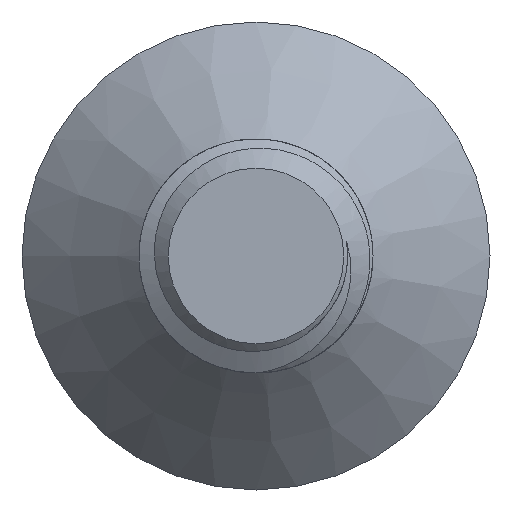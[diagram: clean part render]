
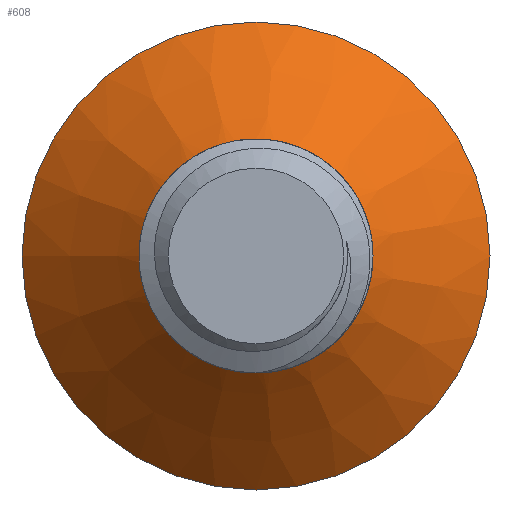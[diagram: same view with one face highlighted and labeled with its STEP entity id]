
A CAD part, left-side view. The second image highlights one B-rep face of the part: STEP entity #608.
In plain terms, the highlighted conical face has half-angle 45 degrees and reference radius 3 mm.
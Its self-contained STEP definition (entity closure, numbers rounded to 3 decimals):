
#38=CONICAL_SURFACE('',#664,3.,0.785);
#62=FACE_OUTER_BOUND('',#100,.T.);
#100=EDGE_LOOP('',(#454,#455,#456,#457,#458,#459,#460,#461));
#122=CIRCLE('',#645,3.);
#125=CIRCLE('',#665,6.);
#126=CIRCLE('',#666,2.35);
#167=B_SPLINE_CURVE_WITH_KNOTS('',3,(#1979,#1980,#1981,#1982,#1983,#1984,
#1985,#1986,#1987,#1988,#1989,#1990,#1991,#1992,#1993,#1994,#1995,#1996,
#1997,#1998,#1999,#2000),.UNSPECIFIED.,.F.,.F.,(4,2,2,2,2,2,2,2,2,2,4),
(0.528,0.545,0.589,0.64,
0.695,0.759,0.829,0.908,
0.992,1.077,1.159),.UNSPECIFIED.);
#168=B_SPLINE_CURVE_WITH_KNOTS('',3,(#2002,#2003,#2004,#2005,#2006,#2007,
#2008,#2009,#2010,#2011,#2012,#2013,#2014,#2015),.UNSPECIFIED.,.F.,.F.,
(4,2,2,2,2,2,4),(0.,0.083,0.149,
0.217,0.252,0.306,0.356),
 .UNSPECIFIED.);
#169=B_SPLINE_CURVE_WITH_KNOTS('',3,(#2018,#2019,#2020,#2021,#2022,#2023,
#2024,#2025,#2026,#2027,#2028,#2029,#2030,#2031,#2032,#2033,#2034,#2035,
#2036,#2037),.UNSPECIFIED.,.F.,.F.,(4,2,2,2,2,2,2,2,2,4),(0.,
0.057,0.117,0.212,0.301,
0.375,0.431,0.482,0.523,
0.528),.UNSPECIFIED.);
#193=LINE('',#1978,#224);
#224=VECTOR('',#758,3.);
#241=VERTEX_POINT('',#835);
#242=VERTEX_POINT('',#848);
#277=VERTEX_POINT('',#1975);
#278=VERTEX_POINT('',#1977);
#279=VERTEX_POINT('',#2001);
#280=VERTEX_POINT('',#2016);
#298=EDGE_CURVE('',#242,#241,#122,.T.);
#348=EDGE_CURVE('',#277,#277,#125,.T.);
#349=EDGE_CURVE('',#277,#278,#193,.T.);
#350=EDGE_CURVE('',#278,#242,#167,.T.);
#351=EDGE_CURVE('',#241,#279,#168,.T.);
#352=EDGE_CURVE('',#279,#280,#126,.T.);
#353=EDGE_CURVE('',#280,#278,#169,.T.);
#454=ORIENTED_EDGE('',*,*,#348,.F.);
#455=ORIENTED_EDGE('',*,*,#349,.T.);
#456=ORIENTED_EDGE('',*,*,#350,.T.);
#457=ORIENTED_EDGE('',*,*,#298,.T.);
#458=ORIENTED_EDGE('',*,*,#351,.T.);
#459=ORIENTED_EDGE('',*,*,#352,.T.);
#460=ORIENTED_EDGE('',*,*,#353,.T.);
#461=ORIENTED_EDGE('',*,*,#349,.F.);
#608=ADVANCED_FACE('',(#62),#38,.T.);
#645=AXIS2_PLACEMENT_3D('',#849,#701,#702);
#664=AXIS2_PLACEMENT_3D('',#1974,#754,#755);
#665=AXIS2_PLACEMENT_3D('',#1976,#756,#757);
#666=AXIS2_PLACEMENT_3D('',#2017,#759,#760);
#701=DIRECTION('center_axis',(0.,0.,1.));
#702=DIRECTION('ref_axis',(0.,-1.,0.));
#754=DIRECTION('center_axis',(0.,0.,1.));
#755=DIRECTION('ref_axis',(0.,-1.,0.));
#756=DIRECTION('center_axis',(0.,0.,1.));
#757=DIRECTION('ref_axis',(0.,-1.,0.));
#758=DIRECTION('',(0.,-0.707,-0.707));
#759=DIRECTION('center_axis',(0.,0.,1.));
#760=DIRECTION('ref_axis',(1.,0.,0.));
#835=CARTESIAN_POINT('',(2.851,-0.933,-3.3));
#848=CARTESIAN_POINT('',(1.357,-2.676,-3.3));
#849=CARTESIAN_POINT('Origin',(0.,0.,-3.3));
#1974=CARTESIAN_POINT('Origin',(0.,0.,-3.3));
#1975=CARTESIAN_POINT('',(0.,6.,-0.3));
#1976=CARTESIAN_POINT('Origin',(0.,0.,-0.3));
#1977=CARTESIAN_POINT('',(0.,2.635,-3.665));
#1978=CARTESIAN_POINT('',(0.,3.,-3.3));
#1979=CARTESIAN_POINT('Ctrl Pts',(0.,2.635,
-3.665));
#1980=CARTESIAN_POINT('Ctrl Pts',(-0.134,2.64,-3.66));
#1981=CARTESIAN_POINT('Ctrl Pts',(-0.269,2.635,-3.655));
#1982=CARTESIAN_POINT('Ctrl Pts',(-0.743,2.581,-3.637));
#1983=CARTESIAN_POINT('Ctrl Pts',(-1.073,2.476,-3.623));
#1984=CARTESIAN_POINT('Ctrl Pts',(-1.722,2.123,-3.595));
#1985=CARTESIAN_POINT('Ctrl Pts',(-1.99,1.878,-3.583));
#1986=CARTESIAN_POINT('Ctrl Pts',(-2.411,1.352,-3.558));
#1987=CARTESIAN_POINT('Ctrl Pts',(-2.577,1.037,-3.545));
#1988=CARTESIAN_POINT('Ctrl Pts',(-2.795,0.313,-3.517));
#1989=CARTESIAN_POINT('Ctrl Pts',(-2.815,-0.06,
-3.504));
#1990=CARTESIAN_POINT('Ctrl Pts',(-2.743,-0.752,-3.479));
#1991=CARTESIAN_POINT('Ctrl Pts',(-2.636,-1.102,-3.466));
#1992=CARTESIAN_POINT('Ctrl Pts',(-2.274,-1.785,-3.438));
#1993=CARTESIAN_POINT('Ctrl Pts',(-2.021,-2.073,-3.426));
#1994=CARTESIAN_POINT('Ctrl Pts',(-1.465,-2.529,-3.401));
#1995=CARTESIAN_POINT('Ctrl Pts',(-1.134,-2.708,-3.388));
#1996=CARTESIAN_POINT('Ctrl Pts',(-0.426,-2.931,
-3.361));
#1997=CARTESIAN_POINT('Ctrl Pts',(-0.056,-2.973,
-3.35));
#1998=CARTESIAN_POINT('Ctrl Pts',(0.674,-2.92,-3.325));
#1999=CARTESIAN_POINT('Ctrl Pts',(1.028,-2.828,-3.312));
#2000=CARTESIAN_POINT('Ctrl Pts',(1.357,-2.676,-3.3));
#2001=CARTESIAN_POINT('',(-1.057,-2.099,-3.95));
#2002=CARTESIAN_POINT('Ctrl Pts',(2.851,-0.933,-3.3));
#2003=CARTESIAN_POINT('Ctrl Pts',(2.734,-1.18,-3.335));
#2004=CARTESIAN_POINT('Ctrl Pts',(2.582,-1.409,-3.371));
#2005=CARTESIAN_POINT('Ctrl Pts',(2.257,-1.779,-3.435));
#2006=CARTESIAN_POINT('Ctrl Pts',(2.05,-1.978,-3.47));
#2007=CARTESIAN_POINT('Ctrl Pts',(1.495,-2.325,-3.556));
#2008=CARTESIAN_POINT('Ctrl Pts',(1.185,-2.446,-3.602));
#2009=CARTESIAN_POINT('Ctrl Pts',(0.691,-2.539,-3.674));
#2010=CARTESIAN_POINT('Ctrl Pts',(0.517,-2.554,-3.699));
#2011=CARTESIAN_POINT('Ctrl Pts',(0.078,-2.55,
-3.762));
#2012=CARTESIAN_POINT('Ctrl Pts',(-0.177,-2.51,-3.797));
#2013=CARTESIAN_POINT('Ctrl Pts',(-0.65,-2.35,
-3.873));
#2014=CARTESIAN_POINT('Ctrl Pts',(-0.864,-2.24,
-3.911));
#2015=CARTESIAN_POINT('Ctrl Pts',(-1.057,-2.099,-3.95));
#2016=CARTESIAN_POINT('',(0.737,-2.232,-3.95));
#2017=CARTESIAN_POINT('Origin',(0.,0.,-3.95));
#2018=CARTESIAN_POINT('Ctrl Pts',(0.737,-2.232,-3.95));
#2019=CARTESIAN_POINT('Ctrl Pts',(0.92,-2.18,-3.941));
#2020=CARTESIAN_POINT('Ctrl Pts',(1.095,-2.107,-3.933));
#2021=CARTESIAN_POINT('Ctrl Pts',(1.434,-1.915,-3.916));
#2022=CARTESIAN_POINT('Ctrl Pts',(1.593,-1.796,-3.908));
#2023=CARTESIAN_POINT('Ctrl Pts',(1.969,-1.432,-3.887));
#2024=CARTESIAN_POINT('Ctrl Pts',(2.153,-1.165,-3.873));
#2025=CARTESIAN_POINT('Ctrl Pts',(2.398,-0.595,-3.847));
#2026=CARTESIAN_POINT('Ctrl Pts',(2.465,-0.3,-3.835));
#2027=CARTESIAN_POINT('Ctrl Pts',(2.487,0.247,-3.813));
#2028=CARTESIAN_POINT('Ctrl Pts',(2.463,0.594,-3.8));
#2029=CARTESIAN_POINT('Ctrl Pts',(2.211,1.268,-3.77));
#2030=CARTESIAN_POINT('Ctrl Pts',(2.05,1.536,-3.758));
#2031=CARTESIAN_POINT('Ctrl Pts',(1.654,1.981,-3.735));
#2032=CARTESIAN_POINT('Ctrl Pts',(1.384,2.212,-3.721));
#2033=CARTESIAN_POINT('Ctrl Pts',(0.734,2.522,-3.693));
#2034=CARTESIAN_POINT('Ctrl Pts',(0.421,2.606,-3.68));
#2035=CARTESIAN_POINT('Ctrl Pts',(0.067,2.632,-3.667));
#2036=CARTESIAN_POINT('Ctrl Pts',(0.033,2.634,-3.666));
#2037=CARTESIAN_POINT('Ctrl Pts',(0.,2.635,
-3.665));
